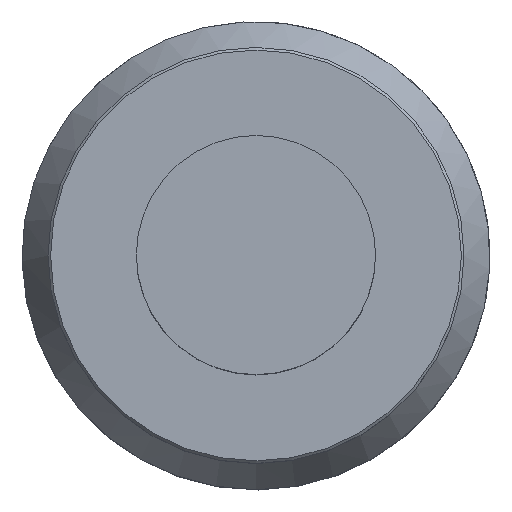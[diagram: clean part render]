
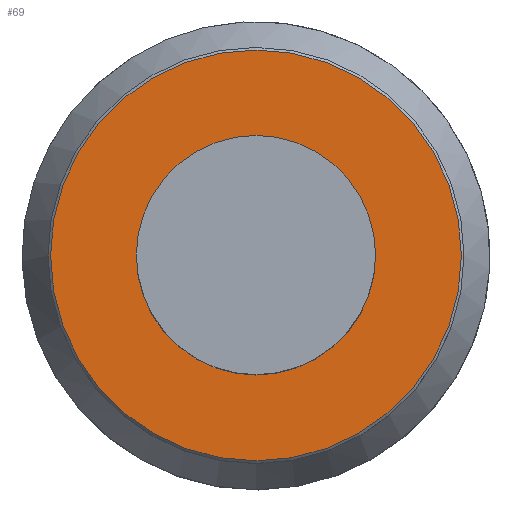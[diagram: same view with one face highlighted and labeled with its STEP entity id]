
A CAD part, top view. The second image highlights one B-rep face of the part: STEP entity #69.
In plain terms, the highlighted planar face has unit normal (0, 0, 1).
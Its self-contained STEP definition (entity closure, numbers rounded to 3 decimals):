
#57=CIRCLE('',#231,39.5);
#69=ADVANCED_FACE('',(#91),#83,.F.);
#83=PLANE('',#232);
#91=FACE_OUTER_BOUND('',#99,.T.);
#99=EDGE_LOOP('',(#122));
#122=ORIENTED_EDGE('',*,*,#175,.F.);
#160=VERTEX_POINT('',#335);
#175=EDGE_CURVE('',#160,#160,#57,.T.);
#231=AXIS2_PLACEMENT_3D('',#334,#269,#270);
#232=AXIS2_PLACEMENT_3D('',#336,#271,#272);
#269=DIRECTION('',(0.,0.,-1.));
#270=DIRECTION('',(0.,1.,0.));
#271=DIRECTION('',(0.,0.,-1.));
#272=DIRECTION('',(0.,1.,0.));
#334=CARTESIAN_POINT('',(0.,0.,0.));
#335=CARTESIAN_POINT('',(0.,39.5,0.));
#336=CARTESIAN_POINT('',(0.,0.,0.));
